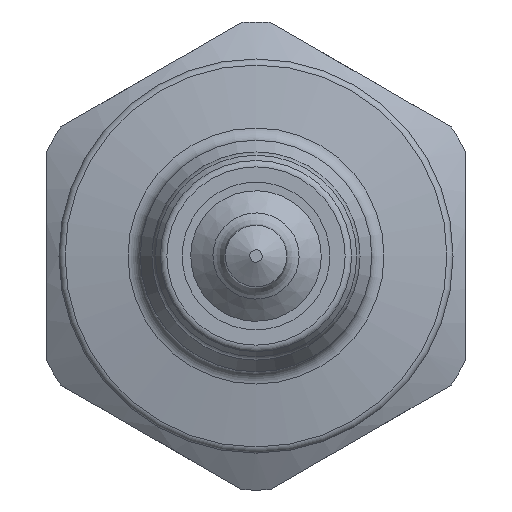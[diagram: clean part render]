
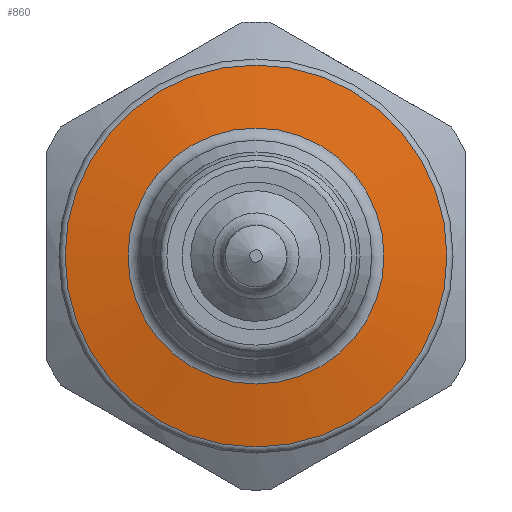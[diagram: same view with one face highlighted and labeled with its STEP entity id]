
A CAD part, left-side view. The second image highlights one B-rep face of the part: STEP entity #860.
In plain terms, the highlighted conical face has half-angle 80 degrees and reference radius 6.35 mm.
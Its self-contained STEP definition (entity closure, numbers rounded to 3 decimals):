
#42=CONICAL_SURFACE('',#960,6.35,1.396);
#68=LINE('',#1405,#104);
#104=VECTOR('',#1144,6.35);
#226=FACE_OUTER_BOUND('',#287,.T.);
#287=EDGE_LOOP('',(#652,#653,#654,#655));
#349=CIRCLE('',#949,7.752);
#355=CIRCLE('',#961,5.196);
#414=VERTEX_POINT('',#1383);
#418=VERTEX_POINT('',#1403);
#494=EDGE_CURVE('',#414,#414,#349,.T.);
#504=EDGE_CURVE('',#418,#418,#355,.T.);
#505=EDGE_CURVE('',#418,#414,#68,.T.);
#652=ORIENTED_EDGE('',*,*,#504,.F.);
#653=ORIENTED_EDGE('',*,*,#505,.T.);
#654=ORIENTED_EDGE('',*,*,#494,.F.);
#655=ORIENTED_EDGE('',*,*,#505,.F.);
#860=ADVANCED_FACE('',(#226),#42,.T.);
#949=AXIS2_PLACEMENT_3D('',#1384,#1114,#1115);
#960=AXIS2_PLACEMENT_3D('',#1402,#1140,#1141);
#961=AXIS2_PLACEMENT_3D('',#1404,#1142,#1143);
#1114=DIRECTION('center_axis',(1.,0.,0.));
#1115=DIRECTION('ref_axis',(0.,0.,-1.));
#1140=DIRECTION('center_axis',(1.,0.,0.));
#1141=DIRECTION('ref_axis',(0.,0.,1.));
#1142=DIRECTION('center_axis',(-1.,0.,0.));
#1143=DIRECTION('ref_axis',(0.,0.,-1.));
#1144=DIRECTION('',(0.174,0.,-0.985));
#1383=CARTESIAN_POINT('',(18.338,0.,-7.752));
#1384=CARTESIAN_POINT('Origin',(18.338,0.,0.));
#1402=CARTESIAN_POINT('Origin',(18.091,0.,0.));
#1403=CARTESIAN_POINT('',(17.887,0.,-5.196));
#1404=CARTESIAN_POINT('Origin',(17.887,0.,0.));
#1405=CARTESIAN_POINT('',(18.091,0.,-6.35));
